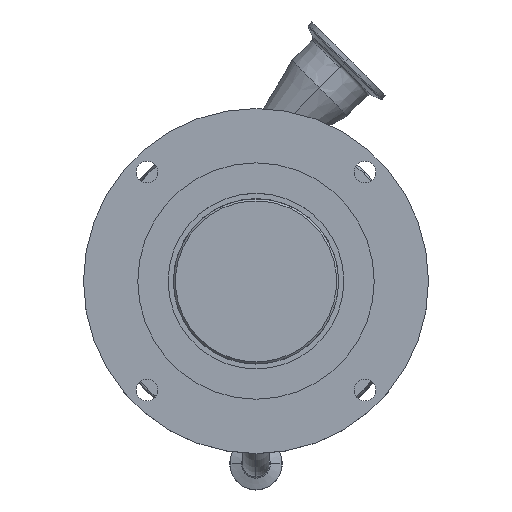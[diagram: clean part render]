
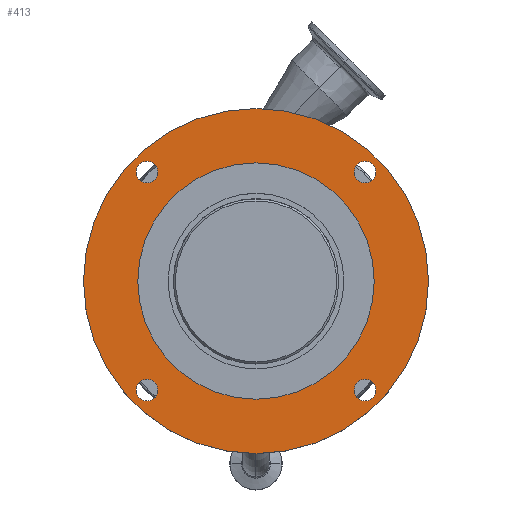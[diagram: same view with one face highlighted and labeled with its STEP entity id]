
A CAD part, top view. The second image highlights one B-rep face of the part: STEP entity #413.
In plain terms, the highlighted planar face has unit normal (0, 0, 1).
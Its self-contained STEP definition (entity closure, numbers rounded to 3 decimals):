
#28 = CIRCLE ( 'NONE', #5320, 57.2 ) ;
#148 = EDGE_CURVE ( 'NONE', #4100, #672, #3531, .T. ) ;
#155 = ORIENTED_EDGE ( 'NONE', *, *, #793, .F. ) ;
#386 = CARTESIAN_POINT ( 'NONE',  ( -52.759, 52.759, -5.5 ) ) ;
#413 = ADVANCED_FACE ( 'NONE', ( #8100, #8138, #4719, #419, #8993, #8943 ), #1826, .T. ) ;
#419 = FACE_BOUND ( 'NONE', #5425, .T. ) ;
#549 = VERTEX_POINT ( 'NONE', #6146 ) ;
#644 = EDGE_CURVE ( 'NONE', #2248, #2588, #2897, .T. ) ;
#668 = ORIENTED_EDGE ( 'NONE', *, *, #7304, .F. ) ;
#672 = VERTEX_POINT ( 'NONE', #8881 ) ;
#685 = CARTESIAN_POINT ( 'NONE',  ( 57.2, 0., -5.5 ) ) ;
#694 = AXIS2_PLACEMENT_3D ( 'NONE', #8248, #9151, #1895 ) ;
#699 = CARTESIAN_POINT ( 'NONE',  ( -57.2, 0., -5.5 ) ) ;
#700 = EDGE_CURVE ( 'NONE', #2588, #2248, #3340, .T. ) ;
#707 = DIRECTION ( 'NONE',  ( 1., 0., 0. ) ) ;
#762 = VERTEX_POINT ( 'NONE', #2584 ) ;
#793 = EDGE_CURVE ( 'NONE', #2432, #4909, #28, .T. ) ;
#974 = CARTESIAN_POINT ( 'NONE',  ( 52.759, 52.759, -5.5 ) ) ;
#1030 = EDGE_LOOP ( 'NONE', ( #4516, #6011 ) ) ;
#1033 = DIRECTION ( 'NONE',  ( 1., 0., 0. ) ) ;
#1633 = EDGE_CURVE ( 'NONE', #549, #762, #9225, .T. ) ;
#1713 = AXIS2_PLACEMENT_3D ( 'NONE', #9212, #4146, #3288 ) ;
#1826 = PLANE ( 'NONE',  #2663 ) ;
#1895 = DIRECTION ( 'NONE',  ( 1., 0., 0. ) ) ;
#1942 = DIRECTION ( 'NONE',  ( 0., 0., 1. ) ) ;
#2015 = AXIS2_PLACEMENT_3D ( 'NONE', #6907, #1942, #8974 ) ;
#2248 = VERTEX_POINT ( 'NONE', #7560 ) ;
#2249 = DIRECTION ( 'NONE',  ( 0., 0., 1. ) ) ;
#2280 = VERTEX_POINT ( 'NONE', #3358 ) ;
#2299 = DIRECTION ( 'NONE',  ( 1., 0., 0. ) ) ;
#2317 = DIRECTION ( 'NONE',  ( 1., 0., 0. ) ) ;
#2358 = CIRCLE ( 'NONE', #3538, 5.25 ) ;
#2432 = VERTEX_POINT ( 'NONE', #685 ) ;
#2532 = EDGE_LOOP ( 'NONE', ( #155, #668 ) ) ;
#2566 = DIRECTION ( 'NONE',  ( 0., 0., 1. ) ) ;
#2584 = CARTESIAN_POINT ( 'NONE',  ( 58.009, -52.759, -5.5 ) ) ;
#2588 = VERTEX_POINT ( 'NONE', #8252 ) ;
#2650 = DIRECTION ( 'NONE',  ( 1., 0., 0. ) ) ;
#2663 = AXIS2_PLACEMENT_3D ( 'NONE', #6232, #7540, #2650 ) ;
#2897 = CIRCLE ( 'NONE', #4102, 5.25 ) ;
#3288 = DIRECTION ( 'NONE',  ( 1., 0., 0. ) ) ;
#3300 = DIRECTION ( 'NONE',  ( 0., 0., 1. ) ) ;
#3340 = CIRCLE ( 'NONE', #9205, 5.25 ) ;
#3347 = AXIS2_PLACEMENT_3D ( 'NONE', #6328, #5108, #6525 ) ;
#3358 = CARTESIAN_POINT ( 'NONE',  ( -47.509, 52.759, -5.5 ) ) ;
#3404 = CARTESIAN_POINT ( 'NONE',  ( -52.759, 52.759, -5.5 ) ) ;
#3502 = CARTESIAN_POINT ( 'NONE',  ( -52.759, -52.759, -5.5 ) ) ;
#3527 = CIRCLE ( 'NONE', #2015, 57.2 ) ;
#3531 = CIRCLE ( 'NONE', #5976, 83.5 ) ;
#3538 = AXIS2_PLACEMENT_3D ( 'NONE', #3502, #2249, #4220 ) ;
#3546 = ORIENTED_EDGE ( 'NONE', *, *, #8537, .F. ) ;
#3666 = ORIENTED_EDGE ( 'NONE', *, *, #5337, .F. ) ;
#3702 = CARTESIAN_POINT ( 'NONE',  ( -58.009, 52.759, -5.5 ) ) ;
#3867 = DIRECTION ( 'NONE',  ( 0., 0., 1. ) ) ;
#4047 = VERTEX_POINT ( 'NONE', #5408 ) ;
#4079 = CARTESIAN_POINT ( 'NONE',  ( 83.5, 0., -5.5 ) ) ;
#4100 = VERTEX_POINT ( 'NONE', #4079 ) ;
#4102 = AXIS2_PLACEMENT_3D ( 'NONE', #974, #3867, #5329 ) ;
#4146 = DIRECTION ( 'NONE',  ( 0., 0., 1. ) ) ;
#4220 = DIRECTION ( 'NONE',  ( 1., 0., 0. ) ) ;
#4236 = EDGE_CURVE ( 'NONE', #2280, #5787, #7292, .T. ) ;
#4516 = ORIENTED_EDGE ( 'NONE', *, *, #148, .T. ) ;
#4581 = AXIS2_PLACEMENT_3D ( 'NONE', #6401, #6598, #2299 ) ;
#4719 = FACE_BOUND ( 'NONE', #7722, .T. ) ;
#4840 = DIRECTION ( 'NONE',  ( 1., 0., 0. ) ) ;
#4909 = VERTEX_POINT ( 'NONE', #699 ) ;
#5108 = DIRECTION ( 'NONE',  ( 0., 0., 1. ) ) ;
#5320 = AXIS2_PLACEMENT_3D ( 'NONE', #8311, #7627, #4840 ) ;
#5329 = DIRECTION ( 'NONE',  ( 1., 0., 0. ) ) ;
#5337 = EDGE_CURVE ( 'NONE', #4047, #7424, #2358, .T. ) ;
#5408 = CARTESIAN_POINT ( 'NONE',  ( -47.509, -52.759, -5.5 ) ) ;
#5425 = EDGE_LOOP ( 'NONE', ( #7223, #7297 ) ) ;
#5467 = CIRCLE ( 'NONE', #3347, 5.25 ) ;
#5647 = EDGE_CURVE ( 'NONE', #672, #4100, #7622, .T. ) ;
#5787 = VERTEX_POINT ( 'NONE', #3702 ) ;
#5840 = CARTESIAN_POINT ( 'NONE',  ( 0., 0., -5.5 ) ) ;
#5864 = EDGE_LOOP ( 'NONE', ( #6966, #7310 ) ) ;
#5976 = AXIS2_PLACEMENT_3D ( 'NONE', #5840, #9283, #707 ) ;
#6011 = ORIENTED_EDGE ( 'NONE', *, *, #5647, .T. ) ;
#6146 = CARTESIAN_POINT ( 'NONE',  ( 47.509, -52.759, -5.5 ) ) ;
#6232 = CARTESIAN_POINT ( 'NONE',  ( 0., 0., -5.5 ) ) ;
#6328 = CARTESIAN_POINT ( 'NONE',  ( 52.759, -52.759, -5.5 ) ) ;
#6401 = CARTESIAN_POINT ( 'NONE',  ( 52.759, -52.759, -5.5 ) ) ;
#6525 = DIRECTION ( 'NONE',  ( 1., 0., 0. ) ) ;
#6541 = ORIENTED_EDGE ( 'NONE', *, *, #6929, .F. ) ;
#6598 = DIRECTION ( 'NONE',  ( 0., 0., 1. ) ) ;
#6837 = CIRCLE ( 'NONE', #1713, 5.25 ) ;
#6899 = DIRECTION ( 'NONE',  ( 1., 0., 0. ) ) ;
#6907 = CARTESIAN_POINT ( 'NONE',  ( 0., 0., -5.5 ) ) ;
#6929 = EDGE_CURVE ( 'NONE', #7424, #4047, #6837, .T. ) ;
#6966 = ORIENTED_EDGE ( 'NONE', *, *, #4236, .F. ) ;
#7223 = ORIENTED_EDGE ( 'NONE', *, *, #644, .F. ) ;
#7271 = CIRCLE ( 'NONE', #8442, 5.25 ) ;
#7292 = CIRCLE ( 'NONE', #7579, 5.25 ) ;
#7297 = ORIENTED_EDGE ( 'NONE', *, *, #700, .F. ) ;
#7304 = EDGE_CURVE ( 'NONE', #4909, #2432, #3527, .T. ) ;
#7310 = ORIENTED_EDGE ( 'NONE', *, *, #9057, .F. ) ;
#7351 = DIRECTION ( 'NONE',  ( 0., 0., 1. ) ) ;
#7424 = VERTEX_POINT ( 'NONE', #8679 ) ;
#7540 = DIRECTION ( 'NONE',  ( 0., 0., 1. ) ) ;
#7560 = CARTESIAN_POINT ( 'NONE',  ( 58.009, 52.759, -5.5 ) ) ;
#7579 = AXIS2_PLACEMENT_3D ( 'NONE', #386, #3300, #1033 ) ;
#7622 = CIRCLE ( 'NONE', #694, 83.5 ) ;
#7627 = DIRECTION ( 'NONE',  ( 0., 0., 1. ) ) ;
#7722 = EDGE_LOOP ( 'NONE', ( #3546, #8736 ) ) ;
#8100 = FACE_BOUND ( 'NONE', #5864, .T. ) ;
#8138 = FACE_BOUND ( 'NONE', #9216, .T. ) ;
#8248 = CARTESIAN_POINT ( 'NONE',  ( 0., 0., -5.5 ) ) ;
#8252 = CARTESIAN_POINT ( 'NONE',  ( 47.509, 52.759, -5.5 ) ) ;
#8311 = CARTESIAN_POINT ( 'NONE',  ( 0., 0., -5.5 ) ) ;
#8442 = AXIS2_PLACEMENT_3D ( 'NONE', #3404, #2566, #6899 ) ;
#8537 = EDGE_CURVE ( 'NONE', #762, #549, #5467, .T. ) ;
#8679 = CARTESIAN_POINT ( 'NONE',  ( -58.009, -52.759, -5.5 ) ) ;
#8736 = ORIENTED_EDGE ( 'NONE', *, *, #1633, .F. ) ;
#8740 = CARTESIAN_POINT ( 'NONE',  ( 52.759, 52.759, -5.5 ) ) ;
#8881 = CARTESIAN_POINT ( 'NONE',  ( -83.5, 0., -5.5 ) ) ;
#8943 = FACE_BOUND ( 'NONE', #2532, .T. ) ;
#8974 = DIRECTION ( 'NONE',  ( 1., 0., 0. ) ) ;
#8993 = FACE_OUTER_BOUND ( 'NONE', #1030, .T. ) ;
#9057 = EDGE_CURVE ( 'NONE', #5787, #2280, #7271, .T. ) ;
#9151 = DIRECTION ( 'NONE',  ( 0., 0., 1. ) ) ;
#9205 = AXIS2_PLACEMENT_3D ( 'NONE', #8740, #7351, #2317 ) ;
#9212 = CARTESIAN_POINT ( 'NONE',  ( -52.759, -52.759, -5.5 ) ) ;
#9216 = EDGE_LOOP ( 'NONE', ( #3666, #6541 ) ) ;
#9225 = CIRCLE ( 'NONE', #4581, 5.25 ) ;
#9283 = DIRECTION ( 'NONE',  ( 0., 0., 1. ) ) ;
